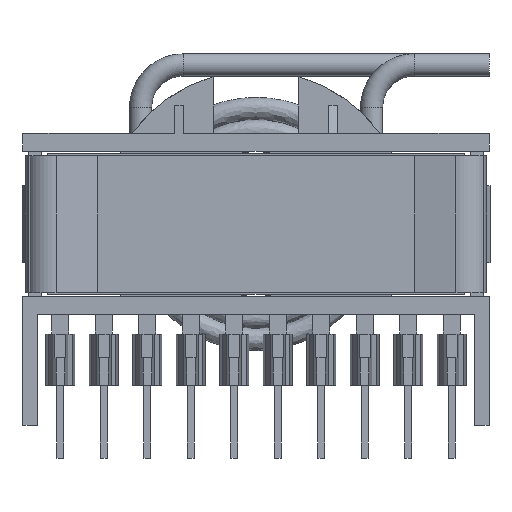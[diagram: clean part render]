
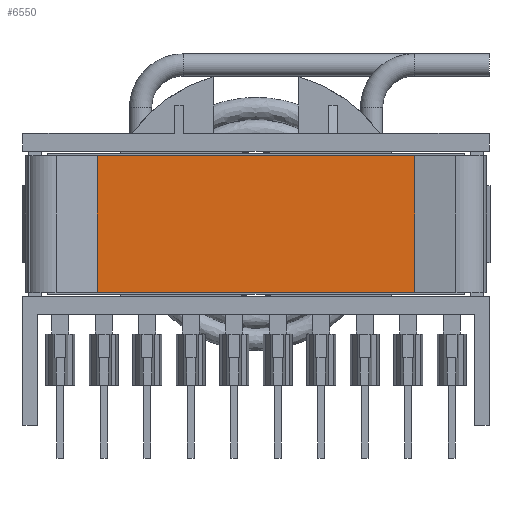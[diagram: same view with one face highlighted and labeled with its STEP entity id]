
A CAD part, front view. The second image highlights one B-rep face of the part: STEP entity #6550.
In plain terms, the highlighted planar face has unit normal (0, -1, 0).
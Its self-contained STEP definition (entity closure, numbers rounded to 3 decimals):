
#6511=CARTESIAN_POINT('',(-20.405,-25.0,14.702));
#6512=DIRECTION('',(0.0,1.0,0.0));
#6513=DIRECTION('',(0.0,0.0,1.0));
#6514=AXIS2_PLACEMENT_3D('',#6511,#6512,#6513);
#6515=PLANE('',#6514);
#6516=CARTESIAN_POINT('',(18.55,-25.0,31.502));
#6517=VERTEX_POINT('',#6516);
#6518=CARTESIAN_POINT('',(18.55,-25.0,15.502));
#6519=VERTEX_POINT('',#6518);
#6520=CARTESIAN_POINT('',(18.55,-25.0,31.502));
#6521=DIRECTION('',(0.0,0.0,-1.0));
#6522=VECTOR('',#6521,16.);
#6523=LINE('',#6520,#6522);
#6524=EDGE_CURVE('',#6517,#6519,#6523,.T.);
#6525=ORIENTED_EDGE('',*,*,#6524,.F.);
#6526=CARTESIAN_POINT('',(-18.55,-25.0,31.502));
#6527=VERTEX_POINT('',#6526);
#6528=CARTESIAN_POINT('',(-18.55,-25.0,31.502));
#6529=DIRECTION('',(1.0,0.0,0.0));
#6530=VECTOR('',#6529,37.1);
#6531=LINE('',#6528,#6530);
#6532=EDGE_CURVE('',#6527,#6517,#6531,.T.);
#6533=ORIENTED_EDGE('',*,*,#6532,.F.);
#6534=CARTESIAN_POINT('',(-18.55,-25.,15.502));
#6535=VERTEX_POINT('',#6534);
#6536=CARTESIAN_POINT('',(-18.55,-25.0,15.502));
#6537=DIRECTION('',(0.0,0.0,1.0));
#6538=VECTOR('',#6537,16.);
#6539=LINE('',#6536,#6538);
#6540=EDGE_CURVE('',#6535,#6527,#6539,.T.);
#6541=ORIENTED_EDGE('',*,*,#6540,.F.);
#6542=CARTESIAN_POINT('',(18.55,-25.0,15.502));
#6543=DIRECTION('',(-1.0,0.0,0.0));
#6544=VECTOR('',#6543,37.1);
#6545=LINE('',#6542,#6544);
#6546=EDGE_CURVE('',#6519,#6535,#6545,.T.);
#6547=ORIENTED_EDGE('',*,*,#6546,.F.);
#6548=EDGE_LOOP('',(#6525,#6533,#6541,#6547));
#6549=FACE_OUTER_BOUND('',#6548,.T.);
#6550=ADVANCED_FACE('',(#6549),#6515,.F.);
